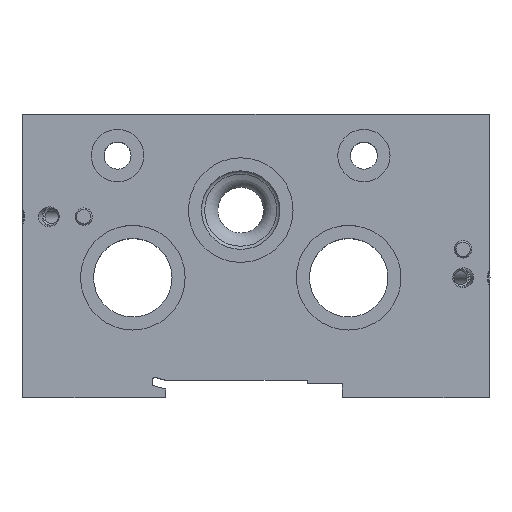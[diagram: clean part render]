
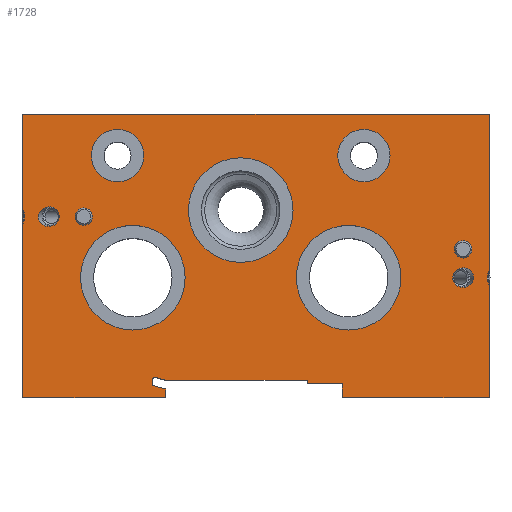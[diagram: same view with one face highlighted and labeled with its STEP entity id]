
A CAD part, top view. The second image highlights one B-rep face of the part: STEP entity #1728.
In plain terms, the highlighted planar face has unit normal (0, 0, 1).
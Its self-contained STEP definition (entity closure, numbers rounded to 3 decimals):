
#75=ELLIPSE('',#1919,2.394,2.25);
#76=ELLIPSE('',#1920,2.394,2.25);
#77=ELLIPSE('',#1926,4.257,4.);
#78=ELLIPSE('',#1927,4.257,4.);
#93=PLANE('',#1916);
#156=LINE('',#2845,#232);
#158=LINE('',#2856,#234);
#160=LINE('',#2859,#236);
#162=LINE('',#2865,#238);
#164=LINE('',#2869,#240);
#166=LINE('',#2873,#242);
#168=LINE('',#2877,#244);
#171=LINE('',#2885,#247);
#173=LINE('',#2889,#249);
#175=LINE('',#2893,#251);
#177=LINE('',#2897,#253);
#179=LINE('',#2901,#255);
#181=LINE('',#2905,#257);
#182=LINE('',#2916,#258);
#183=LINE('',#2917,#259);
#232=VECTOR('',#2193,1000.);
#234=VECTOR('',#2203,1000.);
#236=VECTOR('',#2205,1000.);
#238=VECTOR('',#2211,1000.);
#240=VECTOR('',#2215,1000.);
#242=VECTOR('',#2219,1000.);
#244=VECTOR('',#2223,1000.);
#247=VECTOR('',#2232,1000.);
#249=VECTOR('',#2236,1000.);
#251=VECTOR('',#2240,1000.);
#253=VECTOR('',#2244,1000.);
#255=VECTOR('',#2248,1000.);
#257=VECTOR('',#2252,1000.);
#258=VECTOR('',#2263,1000.);
#259=VECTOR('',#2264,1000.);
#405=ORIENTED_EDGE('',*,*,#783,.F.);
#406=ORIENTED_EDGE('',*,*,#784,.F.);
#407=ORIENTED_EDGE('',*,*,#785,.T.);
#408=ORIENTED_EDGE('',*,*,#786,.T.);
#409=ORIENTED_EDGE('',*,*,#787,.F.);
#410=ORIENTED_EDGE('',*,*,#788,.F.);
#411=ORIENTED_EDGE('',*,*,#789,.F.);
#412=ORIENTED_EDGE('',*,*,#790,.F.);
#413=ORIENTED_EDGE('',*,*,#791,.F.);
#414=ORIENTED_EDGE('',*,*,#792,.T.);
#415=ORIENTED_EDGE('',*,*,#782,.T.);
#416=ORIENTED_EDGE('',*,*,#746,.T.);
#417=ORIENTED_EDGE('',*,*,#751,.T.);
#418=ORIENTED_EDGE('',*,*,#793,.T.);
#419=ORIENTED_EDGE('',*,*,#753,.T.);
#420=ORIENTED_EDGE('',*,*,#756,.T.);
#421=ORIENTED_EDGE('',*,*,#758,.T.);
#422=ORIENTED_EDGE('',*,*,#760,.T.);
#423=ORIENTED_EDGE('',*,*,#762,.T.);
#424=ORIENTED_EDGE('',*,*,#764,.F.);
#425=ORIENTED_EDGE('',*,*,#766,.T.);
#426=ORIENTED_EDGE('',*,*,#768,.T.);
#427=ORIENTED_EDGE('',*,*,#770,.T.);
#428=ORIENTED_EDGE('',*,*,#772,.T.);
#429=ORIENTED_EDGE('',*,*,#774,.T.);
#430=ORIENTED_EDGE('',*,*,#776,.T.);
#431=ORIENTED_EDGE('',*,*,#781,.T.);
#746=EDGE_CURVE('',#950,#949,#156,.T.);
#751=EDGE_CURVE('',#949,#953,#158,.T.);
#753=EDGE_CURVE('',#954,#955,#160,.T.);
#756=EDGE_CURVE('',#955,#957,#162,.T.);
#758=EDGE_CURVE('',#957,#958,#164,.T.);
#760=EDGE_CURVE('',#958,#959,#166,.T.);
#762=EDGE_CURVE('',#959,#960,#168,.T.);
#764=EDGE_CURVE('',#961,#960,#1092,.T.);
#766=EDGE_CURVE('',#961,#962,#171,.T.);
#768=EDGE_CURVE('',#962,#963,#173,.T.);
#770=EDGE_CURVE('',#963,#964,#175,.T.);
#772=EDGE_CURVE('',#964,#965,#177,.T.);
#774=EDGE_CURVE('',#965,#966,#179,.T.);
#776=EDGE_CURVE('',#966,#967,#181,.T.);
#781=EDGE_CURVE('',#967,#971,#182,.T.);
#782=EDGE_CURVE('',#972,#950,#183,.T.);
#783=EDGE_CURVE('',#973,#973,#1096,.T.);
#784=EDGE_CURVE('',#974,#974,#1097,.T.);
#785=EDGE_CURVE('',#975,#975,#75,.F.);
#786=EDGE_CURVE('',#976,#976,#76,.F.);
#787=EDGE_CURVE('',#977,#977,#1098,.T.);
#788=EDGE_CURVE('',#978,#978,#1099,.T.);
#789=EDGE_CURVE('',#979,#979,#1100,.T.);
#790=EDGE_CURVE('',#980,#980,#1101,.T.);
#791=EDGE_CURVE('',#981,#981,#1102,.T.);
#792=EDGE_CURVE('',#971,#972,#77,.F.);
#793=EDGE_CURVE('',#953,#954,#78,.F.);
#949=VERTEX_POINT('',#2844);
#950=VERTEX_POINT('',#2846);
#953=VERTEX_POINT('',#2854);
#954=VERTEX_POINT('',#2855);
#955=VERTEX_POINT('',#2858);
#957=VERTEX_POINT('',#2864);
#958=VERTEX_POINT('',#2868);
#959=VERTEX_POINT('',#2872);
#960=VERTEX_POINT('',#2876);
#961=VERTEX_POINT('',#2880);
#962=VERTEX_POINT('',#2884);
#963=VERTEX_POINT('',#2888);
#964=VERTEX_POINT('',#2892);
#965=VERTEX_POINT('',#2896);
#966=VERTEX_POINT('',#2900);
#967=VERTEX_POINT('',#2904);
#971=VERTEX_POINT('',#2914);
#972=VERTEX_POINT('',#2915);
#973=VERTEX_POINT('',#2920);
#974=VERTEX_POINT('',#2922);
#975=VERTEX_POINT('',#2924);
#976=VERTEX_POINT('',#2926);
#977=VERTEX_POINT('',#2928);
#978=VERTEX_POINT('',#2930);
#979=VERTEX_POINT('',#2932);
#980=VERTEX_POINT('',#2934);
#981=VERTEX_POINT('',#2936);
#1092=CIRCLE('',#1904,0.5);
#1096=CIRCLE('',#1917,2.);
#1097=CIRCLE('',#1918,2.);
#1098=CIRCLE('',#1921,6.);
#1099=CIRCLE('',#1922,6.);
#1100=CIRCLE('',#1923,12.);
#1101=CIRCLE('',#1924,12.);
#1102=CIRCLE('',#1925,12.);
#1226=EDGE_LOOP('',(#405));
#1227=EDGE_LOOP('',(#406));
#1228=EDGE_LOOP('',(#407));
#1229=EDGE_LOOP('',(#408));
#1230=EDGE_LOOP('',(#409));
#1231=EDGE_LOOP('',(#410));
#1232=EDGE_LOOP('',(#411));
#1233=EDGE_LOOP('',(#412));
#1234=EDGE_LOOP('',(#413));
#1235=EDGE_LOOP('',(#414,#415,#416,#417,#418,#419,#420,#421,#422,#423,#424,
#425,#426,#427,#428,#429,#430,#431));
#1468=FACE_BOUND('',#1226,.T.);
#1469=FACE_BOUND('',#1227,.T.);
#1470=FACE_BOUND('',#1228,.T.);
#1471=FACE_BOUND('',#1229,.T.);
#1472=FACE_BOUND('',#1230,.T.);
#1473=FACE_BOUND('',#1231,.T.);
#1474=FACE_BOUND('',#1232,.T.);
#1475=FACE_BOUND('',#1233,.T.);
#1476=FACE_BOUND('',#1234,.T.);
#1477=FACE_BOUND('',#1235,.T.);
#1728=ADVANCED_FACE('',(#1468,#1469,#1470,#1471,#1472,#1473,#1474,#1475,
#1476,#1477),#93,.T.);
#1904=AXIS2_PLACEMENT_3D('',#2881,#2227,#2228);
#1916=AXIS2_PLACEMENT_3D('',#2918,#2265,#2266);
#1917=AXIS2_PLACEMENT_3D('',#2919,#2267,#2268);
#1918=AXIS2_PLACEMENT_3D('',#2921,#2269,#2270);
#1919=AXIS2_PLACEMENT_3D('',#2923,#2271,#2272);
#1920=AXIS2_PLACEMENT_3D('',#2925,#2273,#2274);
#1921=AXIS2_PLACEMENT_3D('',#2927,#2275,#2276);
#1922=AXIS2_PLACEMENT_3D('',#2929,#2277,#2278);
#1923=AXIS2_PLACEMENT_3D('',#2931,#2279,#2280);
#1924=AXIS2_PLACEMENT_3D('',#2933,#2281,#2282);
#1925=AXIS2_PLACEMENT_3D('',#2935,#2283,#2284);
#1926=AXIS2_PLACEMENT_3D('',#2937,#2285,#2286);
#1927=AXIS2_PLACEMENT_3D('',#2938,#2287,#2288);
#2193=DIRECTION('',(-1.,0.,0.));
#2203=DIRECTION('',(0.,-1.,0.));
#2205=DIRECTION('',(0.,-1.,0.));
#2211=DIRECTION('',(1.,0.,0.));
#2215=DIRECTION('',(0.,1.,0.));
#2219=DIRECTION('',(-0.966,0.259,0.));
#2223=DIRECTION('',(0.,1.,0.));
#2227=DIRECTION('',(0.,0.,1.));
#2228=DIRECTION('',(1.,0.,0.));
#2232=DIRECTION('',(0.966,-0.259,0.));
#2236=DIRECTION('',(1.,0.,0.));
#2240=DIRECTION('',(0.,-1.,0.));
#2244=DIRECTION('',(1.,0.,0.));
#2248=DIRECTION('',(0.,-1.,0.));
#2252=DIRECTION('',(1.,0.,0.));
#2263=DIRECTION('',(0.,1.,0.));
#2264=DIRECTION('',(0.,1.,0.));
#2265=DIRECTION('',(0.,0.,1.));
#2266=DIRECTION('',(1.,0.,0.));
#2267=DIRECTION('',(0.,0.,1.));
#2268=DIRECTION('',(1.,0.,0.));
#2269=DIRECTION('',(0.,0.,1.));
#2270=DIRECTION('',(1.,0.,0.));
#2271=DIRECTION('',(0.,0.,1.));
#2272=DIRECTION('',(-1.,0.,0.));
#2273=DIRECTION('',(0.,0.,1.));
#2274=DIRECTION('',(1.,0.,0.));
#2275=DIRECTION('',(0.,0.,1.));
#2276=DIRECTION('',(1.,0.,0.));
#2277=DIRECTION('',(0.,0.,1.));
#2278=DIRECTION('',(1.,0.,0.));
#2279=DIRECTION('',(0.,0.,1.));
#2280=DIRECTION('',(1.,0.,0.));
#2281=DIRECTION('',(0.,0.,1.));
#2282=DIRECTION('',(1.,0.,0.));
#2283=DIRECTION('',(0.,0.,1.));
#2284=DIRECTION('',(1.,0.,0.));
#2285=DIRECTION('',(0.,0.,1.));
#2286=DIRECTION('',(-1.,0.,0.));
#2287=DIRECTION('',(0.,0.,1.));
#2288=DIRECTION('',(-1.,0.,0.));
#2844=CARTESIAN_POINT('',(-53.5,65.,27.));
#2845=CARTESIAN_POINT('',(53.5,65.,27.));
#2846=CARTESIAN_POINT('',(53.5,65.,27.));
#2854=CARTESIAN_POINT('',(-53.5,43.251,27.));
#2855=CARTESIAN_POINT('',(-53.5,39.749,27.));
#2856=CARTESIAN_POINT('',(-53.5,65.,27.));
#2858=CARTESIAN_POINT('',(-53.5,0.,27.));
#2859=CARTESIAN_POINT('',(-53.5,65.,27.));
#2864=CARTESIAN_POINT('',(-20.75,0.,27.));
#2865=CARTESIAN_POINT('',(-53.5,0.,27.));
#2868=CARTESIAN_POINT('',(-20.75,1.996,27.));
#2869=CARTESIAN_POINT('',(-20.75,0.,27.));
#2872=CARTESIAN_POINT('',(-23.75,2.8,27.));
#2873=CARTESIAN_POINT('',(-20.75,1.996,27.));
#2876=CARTESIAN_POINT('',(-23.75,4.148,27.));
#2877=CARTESIAN_POINT('',(-23.75,2.8,27.));
#2880=CARTESIAN_POINT('',(-23.121,4.631,27.));
#2881=CARTESIAN_POINT('',(-23.25,4.148,27.));
#2884=CARTESIAN_POINT('',(-20.764,4.,27.));
#2885=CARTESIAN_POINT('',(-23.121,4.631,27.));
#2888=CARTESIAN_POINT('',(11.75,4.,27.));
#2889=CARTESIAN_POINT('',(-20.764,4.,27.));
#2892=CARTESIAN_POINT('',(11.75,3.2,27.));
#2893=CARTESIAN_POINT('',(11.75,4.,27.));
#2896=CARTESIAN_POINT('',(19.8,3.2,27.));
#2897=CARTESIAN_POINT('',(11.75,3.2,27.));
#2900=CARTESIAN_POINT('',(19.8,0.,27.));
#2901=CARTESIAN_POINT('',(19.8,3.2,27.));
#2904=CARTESIAN_POINT('',(53.5,0.,27.));
#2905=CARTESIAN_POINT('',(19.8,0.,27.));
#2914=CARTESIAN_POINT('',(53.5,25.749,27.));
#2915=CARTESIAN_POINT('',(53.5,29.251,27.));
#2916=CARTESIAN_POINT('',(53.5,0.,27.));
#2917=CARTESIAN_POINT('',(53.5,0.,27.));
#2918=CARTESIAN_POINT('',(-23.25,4.148,27.));
#2919=CARTESIAN_POINT('',(47.5,34.,27.));
#2920=CARTESIAN_POINT('',(49.5,34.,27.));
#2921=CARTESIAN_POINT('',(-39.5,41.5,27.));
#2922=CARTESIAN_POINT('',(-37.5,41.5,27.));
#2923=CARTESIAN_POINT('',(-47.5,41.5,27.));
#2924=CARTESIAN_POINT('',(-49.894,41.5,27.));
#2925=CARTESIAN_POINT('',(47.5,27.5,27.));
#2926=CARTESIAN_POINT('',(49.894,27.5,27.));
#2927=CARTESIAN_POINT('',(24.75,55.5,27.));
#2928=CARTESIAN_POINT('',(30.75,55.5,27.));
#2929=CARTESIAN_POINT('',(-31.75,55.5,27.));
#2930=CARTESIAN_POINT('',(-25.75,55.5,27.));
#2931=CARTESIAN_POINT('',(-3.5,43.,27.));
#2932=CARTESIAN_POINT('',(8.5,43.,27.));
#2933=CARTESIAN_POINT('',(21.25,27.5,27.));
#2934=CARTESIAN_POINT('',(33.25,27.5,27.));
#2935=CARTESIAN_POINT('',(-28.25,27.5,27.));
#2936=CARTESIAN_POINT('',(-16.25,27.5,27.));
#2937=CARTESIAN_POINT('',(57.327,27.5,27.));
#2938=CARTESIAN_POINT('',(-57.327,41.5,27.));
